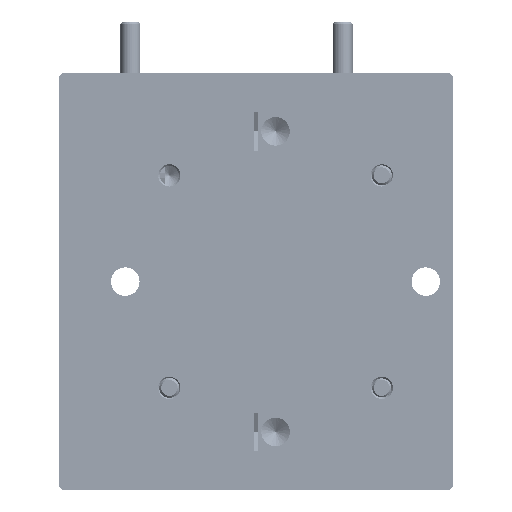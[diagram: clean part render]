
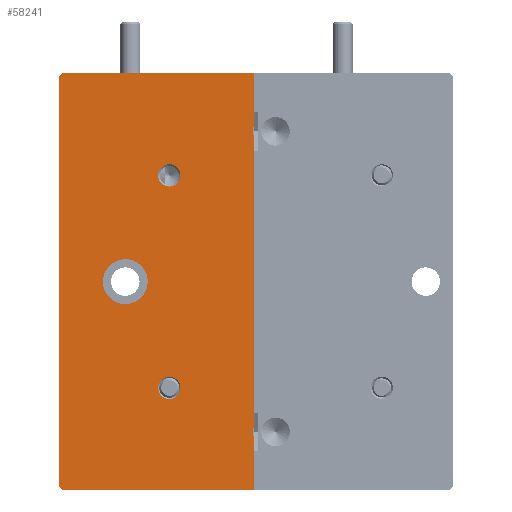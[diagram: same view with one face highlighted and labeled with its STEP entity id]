
A CAD part, left-side view. The second image highlights one B-rep face of the part: STEP entity #58241.
In plain terms, the highlighted planar face has unit normal (-1, 0, 0).
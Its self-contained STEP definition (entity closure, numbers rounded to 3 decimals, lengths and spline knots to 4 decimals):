
#963 = DIRECTION ( 'NONE',  ( 0., 1., 0. ) ) ;
#986 = VERTEX_POINT ( 'NONE', #23122 ) ;
#1703 = DIRECTION ( 'NONE',  ( 0., 0., 1. ) ) ;
#3084 = DIRECTION ( 'NONE',  ( -1., 0., 0. ) ) ;
#3370 = VECTOR ( 'NONE', #45892, 39.3701 ) ;
#3741 = DIRECTION ( 'NONE',  ( 0., 0., 1. ) ) ;
#5304 = CARTESIAN_POINT ( 'NONE',  ( -3.1271, 0.0506, -0.2808 ) ) ;
#6866 = VECTOR ( 'NONE', #25062, 39.3701 ) ;
#8526 = EDGE_CURVE ( 'NONE', #71335, #107233, #103353, .T. ) ;
#8764 = EDGE_CURVE ( 'NONE', #9210, #45630, #52910, .T. ) ;
#9210 = VERTEX_POINT ( 'NONE', #5304 ) ;
#9611 = DIRECTION ( 'NONE',  ( -1., 0., 0. ) ) ;
#10261 = EDGE_CURVE ( 'NONE', #78133, #78584, #109098, .T. ) ;
#10741 = CARTESIAN_POINT ( 'NONE',  ( -3.1271, 0.6496, 0.8146 ) ) ;
#10801 = EDGE_CURVE ( 'NONE', #45242, #20201, #135927, .T. ) ;
#12613 = CARTESIAN_POINT ( 'NONE',  ( -3.1271, 0.0506, 0.1646 ) ) ;
#13021 = FACE_BOUND ( 'NONE', #126791, .T. ) ;
#14070 = CARTESIAN_POINT ( 'NONE',  ( -3.1271, 0.3161, 0.5308 ) ) ;
#15717 = EDGE_LOOP ( 'NONE', ( #55844, #124899, #63033, #129789, #23168, #57983, #134688, #130405, #55405, #94732 ) ) ;
#16358 = FACE_OUTER_BOUND ( 'NONE', #15717, .T. ) ;
#17391 = CIRCLE ( 'NONE', #74674, 0.07 ) ;
#17465 = VECTOR ( 'NONE', #130843, 39.3701 ) ;
#18978 = DIRECTION ( 'NONE',  ( 0., 0., 1. ) ) ;
#19266 = DIRECTION ( 'NONE',  ( 0., 0., 1. ) ) ;
#19740 = FACE_BOUND ( 'NONE', #99327, .T. ) ;
#20155 = VECTOR ( 'NONE', #122235, 39.3701 ) ;
#20201 = VERTEX_POINT ( 'NONE', #77970 ) ;
#21886 = DIRECTION ( 'NONE',  ( 0., -0.707, 0.707 ) ) ;
#22046 = CARTESIAN_POINT ( 'NONE',  ( -3.1271, 0.0506, 0.1646 ) ) ;
#22289 = VERTEX_POINT ( 'NONE', #48290 ) ;
#22396 = VERTEX_POINT ( 'NONE', #14070 ) ;
#23122 = CARTESIAN_POINT ( 'NONE',  ( -3.1271, 0.3161, 0.4613 ) ) ;
#23168 = ORIENTED_EDGE ( 'NONE', *, *, #10261, .T. ) ;
#23525 = AXIS2_PLACEMENT_3D ( 'NONE', #39611, #125415, #94400 ) ;
#24232 = DIRECTION ( 'NONE',  ( 0., 0., 1. ) ) ;
#25062 = DIRECTION ( 'NONE',  ( 0., 1., 0. ) ) ;
#27040 = CARTESIAN_POINT ( 'NONE',  ( -3.1271, 0.6596, 0.8146 ) ) ;
#28178 = AXIS2_PLACEMENT_3D ( 'NONE', #110304, #79269, #78380 ) ;
#29697 = CIRCLE ( 'NONE', #86568, 0.0348 ) ;
#31381 = LINE ( 'NONE', #137519, #120306 ) ;
#31915 = LINE ( 'NONE', #12613, #3370 ) ;
#32518 = ORIENTED_EDGE ( 'NONE', *, *, #96507, .F. ) ;
#34575 = VECTOR ( 'NONE', #963, 39.3701 ) ;
#37499 = EDGE_CURVE ( 'NONE', #22396, #986, #125657, .T. ) ;
#39611 = CARTESIAN_POINT ( 'NONE',  ( -3.1271, 0.4534, 0.1646 ) ) ;
#40130 = DIRECTION ( 'NONE',  ( -1., 0., 0. ) ) ;
#42619 = ORIENTED_EDGE ( 'NONE', *, *, #109395, .F. ) ;
#43545 = AXIS2_PLACEMENT_3D ( 'NONE', #48732, #122334, #3741 ) ;
#43824 = CARTESIAN_POINT ( 'NONE',  ( -3.1271, 0.6596, 0.8146 ) ) ;
#45242 = VERTEX_POINT ( 'NONE', #82205 ) ;
#45630 = VERTEX_POINT ( 'NONE', #58215 ) ;
#45730 = AXIS2_PLACEMENT_3D ( 'NONE', #89851, #66443, #24232 ) ;
#45892 = DIRECTION ( 'NONE',  ( 0., 0., 1. ) ) ;
#46842 = CARTESIAN_POINT ( 'NONE',  ( -3.1271, 0.6496, -0.4854 ) ) ;
#48290 = CARTESIAN_POINT ( 'NONE',  ( -3.1271, 0.0506, 0.6567 ) ) ;
#48732 = CARTESIAN_POINT ( 'NONE',  ( -3.1271, 0.3161, -0.1669 ) ) ;
#49921 = FACE_BOUND ( 'NONE', #86150, .T. ) ;
#52760 = DIRECTION ( 'NONE',  ( 1., 0., 0. ) ) ;
#52910 = CIRCLE ( 'NONE', #111444, 0.07 ) ;
#53428 = CIRCLE ( 'NONE', #43545, 0.0348 ) ;
#54050 = CARTESIAN_POINT ( 'NONE',  ( -3.1271, 0.3161, -0.1321 ) ) ;
#55405 = ORIENTED_EDGE ( 'NONE', *, *, #66143, .F. ) ;
#55591 = VERTEX_POINT ( 'NONE', #125372 ) ;
#55844 = ORIENTED_EDGE ( 'NONE', *, *, #8764, .F. ) ;
#57983 = ORIENTED_EDGE ( 'NONE', *, *, #133418, .F. ) ;
#58215 = CARTESIAN_POINT ( 'NONE',  ( -3.1271, 0.0506, -0.3275 ) ) ;
#58241 = ADVANCED_FACE ( 'NONE', ( #16358, #13021, #49921, #19740 ), #116962, .F. ) ;
#58823 = CARTESIAN_POINT ( 'NONE',  ( -3.1271, 0.6596, 0.8146 ) ) ;
#62367 = EDGE_CURVE ( 'NONE', #22289, #78133, #31915, .T. ) ;
#63033 = ORIENTED_EDGE ( 'NONE', *, *, #69343, .F. ) ;
#66143 = EDGE_CURVE ( 'NONE', #76050, #126611, #69766, .T. ) ;
#66165 = LINE ( 'NONE', #22046, #17465 ) ;
#66443 = DIRECTION ( 'NONE',  ( -1., 0., 0. ) ) ;
#67384 = AXIS2_PLACEMENT_3D ( 'NONE', #43824, #52760, #127786 ) ;
#68322 = AXIS2_PLACEMENT_3D ( 'NONE', #113007, #90085, #132797 ) ;
#68463 = EDGE_CURVE ( 'NONE', #76050, #45630, #66165, .T. ) ;
#68927 = ORIENTED_EDGE ( 'NONE', *, *, #78021, .F. ) ;
#69343 = EDGE_CURVE ( 'NONE', #22289, #105015, #97932, .T. ) ;
#69766 = LINE ( 'NONE', #96625, #34575 ) ;
#69988 = LINE ( 'NONE', #121340, #113434 ) ;
#71074 = ORIENTED_EDGE ( 'NONE', *, *, #8526, .F. ) ;
#71335 = VERTEX_POINT ( 'NONE', #138988 ) ;
#74674 = AXIS2_PLACEMENT_3D ( 'NONE', #127352, #9611, #84606 ) ;
#75151 = CARTESIAN_POINT ( 'NONE',  ( -3.1271, 0.0506, 0.8146 ) ) ;
#76050 = VERTEX_POINT ( 'NONE', #80986 ) ;
#77970 = CARTESIAN_POINT ( 'NONE',  ( -3.1271, 0.6596, 0.8046 ) ) ;
#78021 = EDGE_CURVE ( 'NONE', #97275, #55591, #98483, .T. ) ;
#78133 = VERTEX_POINT ( 'NONE', #75151 ) ;
#78380 = DIRECTION ( 'NONE',  ( 0., 0., 1. ) ) ;
#78584 = VERTEX_POINT ( 'NONE', #10741 ) ;
#79269 = DIRECTION ( 'NONE',  ( -1., 0., 0. ) ) ;
#80986 = CARTESIAN_POINT ( 'NONE',  ( -3.1271, 0.0506, -0.4854 ) ) ;
#82205 = CARTESIAN_POINT ( 'NONE',  ( -3.1271, 0.6596, -0.4754 ) ) ;
#83217 = CARTESIAN_POINT ( 'NONE',  ( -3.1271, -0.0154, -0.3042 ) ) ;
#84606 = DIRECTION ( 'NONE',  ( 0., 0., 1. ) ) ;
#86150 = EDGE_LOOP ( 'NONE', ( #112928, #32518 ) ) ;
#86568 = AXIS2_PLACEMENT_3D ( 'NONE', #120312, #3084, #1703 ) ;
#87342 = LINE ( 'NONE', #114765, #137749 ) ;
#89851 = CARTESIAN_POINT ( 'NONE',  ( -3.1271, 0.3161, -0.1669 ) ) ;
#90085 = DIRECTION ( 'NONE',  ( -1., 0., 0. ) ) ;
#94400 = DIRECTION ( 'NONE',  ( 0., 0., 1. ) ) ;
#94732 = ORIENTED_EDGE ( 'NONE', *, *, #68463, .T. ) ;
#96507 = EDGE_CURVE ( 'NONE', #986, #22396, #29697, .T. ) ;
#96625 = CARTESIAN_POINT ( 'NONE',  ( -3.1271, 0.6596, -0.4854 ) ) ;
#97275 = VERTEX_POINT ( 'NONE', #130835 ) ;
#97932 = CIRCLE ( 'NONE', #28178, 0.07 ) ;
#98483 = CIRCLE ( 'NONE', #23525, 0.07 ) ;
#99327 = EDGE_LOOP ( 'NONE', ( #119629, #71074 ) ) ;
#103353 = CIRCLE ( 'NONE', #45730, 0.0348 ) ;
#105015 = VERTEX_POINT ( 'NONE', #114682 ) ;
#106285 = EDGE_CURVE ( 'NONE', #126611, #45242, #69988, .T. ) ;
#107233 = VERTEX_POINT ( 'NONE', #54050 ) ;
#109098 = LINE ( 'NONE', #58823, #6866 ) ;
#109395 = EDGE_CURVE ( 'NONE', #55591, #97275, #17391, .T. ) ;
#110304 = CARTESIAN_POINT ( 'NONE',  ( -3.1271, -0.0154, 0.6333 ) ) ;
#111444 = AXIS2_PLACEMENT_3D ( 'NONE', #83217, #40130, #18978 ) ;
#112928 = ORIENTED_EDGE ( 'NONE', *, *, #37499, .F. ) ;
#113007 = CARTESIAN_POINT ( 'NONE',  ( -3.1271, 0.3161, 0.4961 ) ) ;
#113434 = VECTOR ( 'NONE', #133063, 39.3701 ) ;
#114682 = CARTESIAN_POINT ( 'NONE',  ( -3.1271, 0.0506, 0.61 ) ) ;
#114765 = CARTESIAN_POINT ( 'NONE',  ( -3.1271, 0.6596, 0.8046 ) ) ;
#116962 = PLANE ( 'NONE',  #67384 ) ;
#119629 = ORIENTED_EDGE ( 'NONE', *, *, #130759, .F. ) ;
#120306 = VECTOR ( 'NONE', #19266, 39.3701 ) ;
#120312 = CARTESIAN_POINT ( 'NONE',  ( -3.1271, 0.3161, 0.4961 ) ) ;
#121340 = CARTESIAN_POINT ( 'NONE',  ( -3.1271, 0.6596, -0.4754 ) ) ;
#122235 = DIRECTION ( 'NONE',  ( 0., 0., 1. ) ) ;
#122334 = DIRECTION ( 'NONE',  ( -1., 0., 0. ) ) ;
#124899 = ORIENTED_EDGE ( 'NONE', *, *, #137432, .T. ) ;
#125372 = CARTESIAN_POINT ( 'NONE',  ( -3.1271, 0.4534, 0.0946 ) ) ;
#125415 = DIRECTION ( 'NONE',  ( -1., 0., 0. ) ) ;
#125657 = CIRCLE ( 'NONE', #68322, 0.0348 ) ;
#126611 = VERTEX_POINT ( 'NONE', #46842 ) ;
#126791 = EDGE_LOOP ( 'NONE', ( #68927, #42619 ) ) ;
#127352 = CARTESIAN_POINT ( 'NONE',  ( -3.1271, 0.4534, 0.1646 ) ) ;
#127786 = DIRECTION ( 'NONE',  ( 0., 0., -1. ) ) ;
#129789 = ORIENTED_EDGE ( 'NONE', *, *, #62367, .T. ) ;
#130405 = ORIENTED_EDGE ( 'NONE', *, *, #106285, .F. ) ;
#130759 = EDGE_CURVE ( 'NONE', #107233, #71335, #53428, .T. ) ;
#130835 = CARTESIAN_POINT ( 'NONE',  ( -3.1271, 0.4534, 0.2346 ) ) ;
#130843 = DIRECTION ( 'NONE',  ( 0., 0., 1. ) ) ;
#132797 = DIRECTION ( 'NONE',  ( 0., 0., 1. ) ) ;
#133063 = DIRECTION ( 'NONE',  ( 0., 0.707, 0.707 ) ) ;
#133418 = EDGE_CURVE ( 'NONE', #20201, #78584, #87342, .T. ) ;
#134688 = ORIENTED_EDGE ( 'NONE', *, *, #10801, .F. ) ;
#135927 = LINE ( 'NONE', #27040, #20155 ) ;
#137432 = EDGE_CURVE ( 'NONE', #9210, #105015, #31381, .T. ) ;
#137519 = CARTESIAN_POINT ( 'NONE',  ( -3.1271, 0.0506, 0.1646 ) ) ;
#137749 = VECTOR ( 'NONE', #21886, 39.3701 ) ;
#138988 = CARTESIAN_POINT ( 'NONE',  ( -3.1271, 0.3161, -0.2016 ) ) ;
